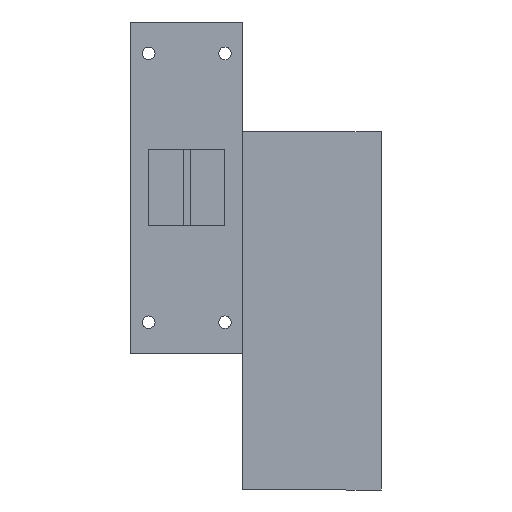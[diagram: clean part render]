
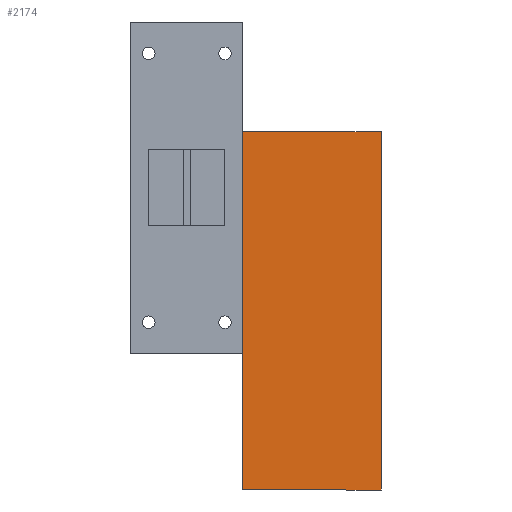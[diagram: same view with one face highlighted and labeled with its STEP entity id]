
A CAD part, front view. The second image highlights one B-rep face of the part: STEP entity #2174.
In plain terms, the highlighted face is planar.
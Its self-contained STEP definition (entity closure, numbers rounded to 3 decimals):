
#330=FACE_OUTER_BOUND('',#479,.T.);
#479=EDGE_LOOP('',(#1777,#1778,#1779,#1780));
#664=LINE('',#3628,#873);
#666=LINE('',#3632,#875);
#668=LINE('',#3636,#877);
#670=LINE('',#3639,#879);
#873=VECTOR('',#2971,10.);
#875=VECTOR('',#2975,10.);
#877=VECTOR('',#2979,10.);
#879=VECTOR('',#2983,10.);
#1078=VERTEX_POINT('',#3625);
#1079=VERTEX_POINT('',#3627);
#1080=VERTEX_POINT('',#3631);
#1081=VERTEX_POINT('',#3635);
#1324=EDGE_CURVE('',#1079,#1078,#664,.T.);
#1326=EDGE_CURVE('',#1080,#1079,#666,.T.);
#1328=EDGE_CURVE('',#1081,#1080,#668,.T.);
#1330=EDGE_CURVE('',#1078,#1081,#670,.T.);
#1777=ORIENTED_EDGE('',*,*,#1330,.T.);
#1778=ORIENTED_EDGE('',*,*,#1328,.T.);
#1779=ORIENTED_EDGE('',*,*,#1326,.T.);
#1780=ORIENTED_EDGE('',*,*,#1324,.T.);
#2061=PLANE('',#2525);
#2174=ADVANCED_FACE('',(#330),#2061,.T.);
#2525=AXIS2_PLACEMENT_3D('',#3640,#2984,#2985);
#2971=DIRECTION('',(0.,1.,0.));
#2975=DIRECTION('',(1.,0.,0.));
#2979=DIRECTION('',(0.,-1.,0.));
#2983=DIRECTION('',(-1.,0.,0.));
#2984=DIRECTION('center_axis',(0.,0.,1.));
#2985=DIRECTION('ref_axis',(1.,0.,0.));
#3625=CARTESIAN_POINT('',(15.5,40.,2.));
#3627=CARTESIAN_POINT('',(15.5,-40.,2.));
#3628=CARTESIAN_POINT('',(15.5,-40.,2.));
#3631=CARTESIAN_POINT('',(-15.5,-40.,2.));
#3632=CARTESIAN_POINT('',(-15.5,-40.,2.));
#3635=CARTESIAN_POINT('',(-15.5,40.,2.));
#3636=CARTESIAN_POINT('',(-15.5,40.,2.));
#3639=CARTESIAN_POINT('',(15.5,40.,2.));
#3640=CARTESIAN_POINT('Origin',(0.,0.,2.));
